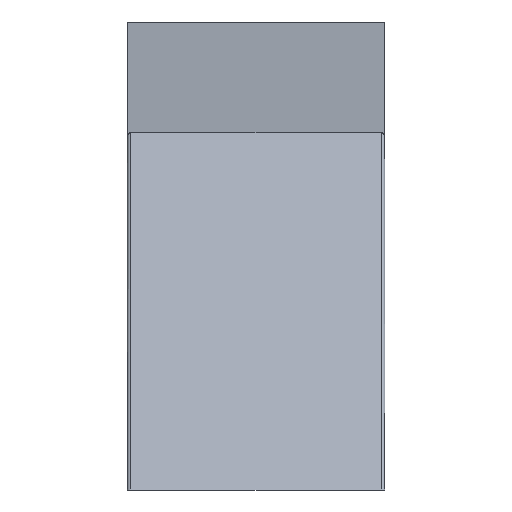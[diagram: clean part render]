
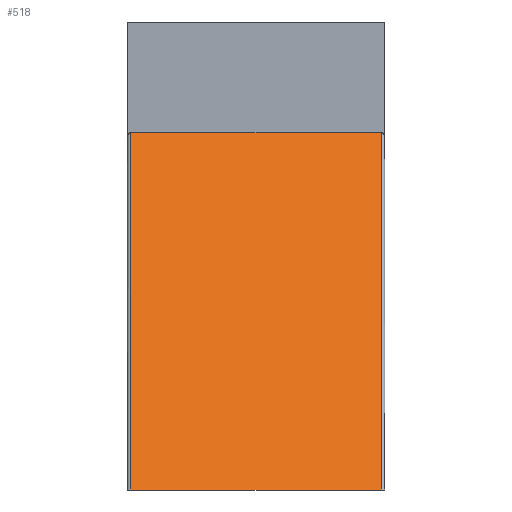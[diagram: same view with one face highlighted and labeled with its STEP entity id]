
A CAD part, front view. The second image highlights one B-rep face of the part: STEP entity #518.
In plain terms, the highlighted planar face has unit normal (0, -0.866, 0.5).
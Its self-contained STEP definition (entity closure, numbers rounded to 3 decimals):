
#43=PLANE('',#607);
#79=FACE_OUTER_BOUND('',#111,.T.);
#111=EDGE_LOOP('',(#472,#473,#474,#475));
#141=LINE('',#902,#181);
#143=LINE('',#910,#183);
#144=LINE('',#913,#184);
#150=LINE('',#928,#190);
#181=VECTOR('',#737,10.);
#183=VECTOR('',#747,10.);
#184=VECTOR('',#750,10.);
#190=VECTOR('',#772,10.);
#254=VERTEX_POINT('',#899);
#255=VERTEX_POINT('',#901);
#257=VERTEX_POINT('',#908);
#258=VERTEX_POINT('',#912);
#316=EDGE_CURVE('',#255,#254,#141,.T.);
#321=EDGE_CURVE('',#257,#254,#143,.T.);
#322=EDGE_CURVE('',#255,#258,#144,.T.);
#330=EDGE_CURVE('',#257,#258,#150,.T.);
#472=ORIENTED_EDGE('',*,*,#321,.F.);
#473=ORIENTED_EDGE('',*,*,#330,.T.);
#474=ORIENTED_EDGE('',*,*,#322,.F.);
#475=ORIENTED_EDGE('',*,*,#316,.T.);
#518=ADVANCED_FACE('',(#79),#43,.T.);
#607=AXIS2_PLACEMENT_3D('',#932,#778,#779);
#737=DIRECTION('',(1.,0.,0.));
#747=DIRECTION('',(0.,-0.5,-0.866));
#750=DIRECTION('',(0.,0.5,0.866));
#772=DIRECTION('',(-1.,0.,0.));
#778=DIRECTION('center_axis',(0.,-0.866,0.5));
#779=DIRECTION('ref_axis',(0.,-0.5,-0.866));
#899=CARTESIAN_POINT('',(34.,-256.003,-127.));
#901=CARTESIAN_POINT('',(-34.,-256.003,-127.));
#902=CARTESIAN_POINT('',(0.,-256.003,-127.));
#908=CARTESIAN_POINT('',(34.,-200.,-30.));
#910=CARTESIAN_POINT('',(34.,-206.628,-41.48));
#912=CARTESIAN_POINT('',(-34.,-200.,-30.));
#913=CARTESIAN_POINT('',(-34.,-206.628,-41.48));
#928=CARTESIAN_POINT('',(0.,-200.,-30.));
#932=CARTESIAN_POINT('Origin',(0.,-200.,-30.));
